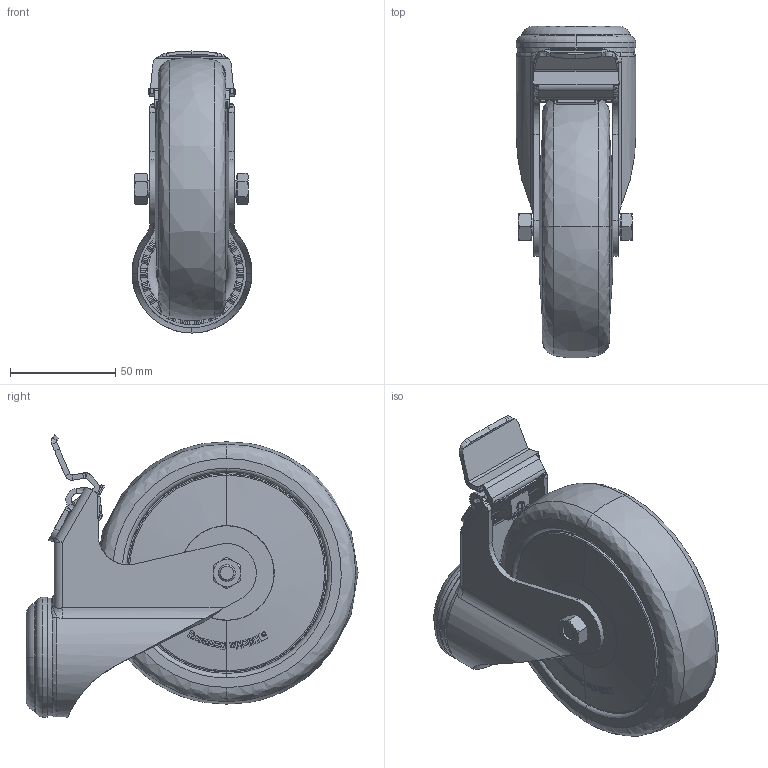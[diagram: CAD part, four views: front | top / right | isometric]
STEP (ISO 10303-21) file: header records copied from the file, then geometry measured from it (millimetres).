
FILE_DESCRIPTION (( 'STEP AP214' ), '1' );
FILE_NAME ('Accessories for aluminium profiles098S125TDNESD.step', '2017-05-15T07:12:35', ( '' ), ( '' ), 'SwSTEP 2.0', 'SolidWorks 2017', '' );
FILE_SCHEMA (( 'AUTOMOTIVE_DESIGN' ));
Length unit declared in the file: millimetre
Products named in the file (5): 098S___D a.Tab_098S125D; Accessories for aluminium profiles098S125TDNESD; TPA_126_8K-ELS-FK_612192-214_selction no pls; 4DIN931M08048MS01; 4DIN934M08M
Assembly tree (4 placements, depth 2):
  Accessories for aluminium profiles098S125TDNESD
    098S___D a.Tab_098S125D
    4DIN934M08M
    4DIN931M08048MS01
    TPA_126_8K-ELS-FK_612192-214_selction no pls
Bounding box: 57 x 157.86 x 134.11 mm (x, y, z)
Volume: 462843.1 mm3; surface area: 78944.7 mm2
Topology: 4 solids, 4 shells, 2025 faces, 5313 edges, 3381 vertices
Faces by surface type: plane 889, bspline 482, cylinder 396, torus 150, cone 104, sphere 4
Entity records: 98836 total; most frequent: CARTESIAN_POINT 48676, ORIENTED_EDGE 10610, DIRECTION 6825, EDGE_CURVE 5305, VERTEX_POINT 3381, LINE 2393, VECTOR 2393, AXIS2_PLACEMENT_3D 2216
